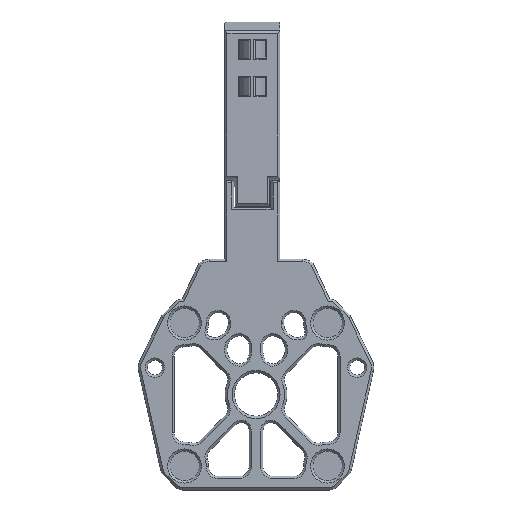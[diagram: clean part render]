
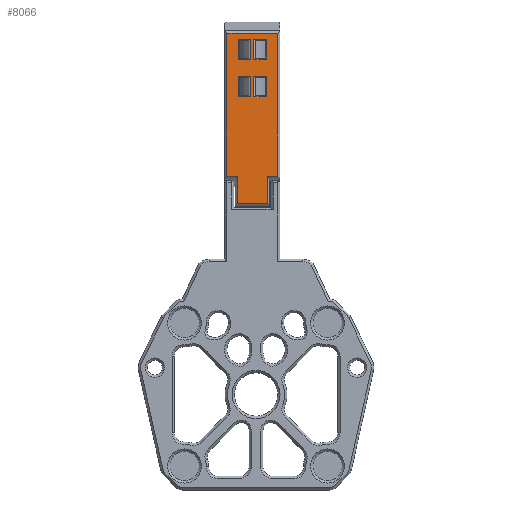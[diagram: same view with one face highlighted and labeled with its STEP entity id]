
A CAD part, top view. The second image highlights one B-rep face of the part: STEP entity #8066.
In plain terms, the highlighted planar face has unit normal (0, 0, 1).
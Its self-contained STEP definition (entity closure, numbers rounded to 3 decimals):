
#423=FACE_BOUND('',#2679,.T.);
#424=FACE_BOUND('',#2680,.T.);
#425=FACE_BOUND('',#2681,.T.);
#426=FACE_BOUND('',#2682,.T.);
#955=LINE('',#14761,#1549);
#958=LINE('',#14768,#1552);
#961=LINE('',#14775,#1555);
#963=LINE('',#14778,#1557);
#964=LINE('',#14783,#1558);
#965=LINE('',#14785,#1559);
#966=LINE('',#14787,#1560);
#967=LINE('',#14789,#1561);
#968=LINE('',#14791,#1562);
#969=LINE('',#14793,#1563);
#970=LINE('',#14795,#1564);
#971=LINE('',#14796,#1565);
#972=LINE('',#14799,#1566);
#973=LINE('',#14801,#1567);
#974=LINE('',#14803,#1568);
#975=LINE('',#14804,#1569);
#976=LINE('',#14807,#1570);
#977=LINE('',#14809,#1571);
#978=LINE('',#14811,#1572);
#979=LINE('',#14812,#1573);
#980=LINE('',#14815,#1574);
#981=LINE('',#14817,#1575);
#982=LINE('',#14819,#1576);
#983=LINE('',#14820,#1577);
#1549=VECTOR('',#11572,10.);
#1552=VECTOR('',#11579,10.);
#1555=VECTOR('',#11586,10.);
#1557=VECTOR('',#11590,10.);
#1558=VECTOR('',#11595,10.);
#1559=VECTOR('',#11596,10.);
#1560=VECTOR('',#11597,10.);
#1561=VECTOR('',#11598,10.);
#1562=VECTOR('',#11599,10.);
#1563=VECTOR('',#11600,10.);
#1564=VECTOR('',#11601,10.);
#1565=VECTOR('',#11602,10.);
#1566=VECTOR('',#11603,10.);
#1567=VECTOR('',#11604,10.);
#1568=VECTOR('',#11605,10.);
#1569=VECTOR('',#11606,10.);
#1570=VECTOR('',#11607,10.);
#1571=VECTOR('',#11608,10.);
#1572=VECTOR('',#11609,10.);
#1573=VECTOR('',#11610,10.);
#1574=VECTOR('',#11611,10.);
#1575=VECTOR('',#11612,10.);
#1576=VECTOR('',#11613,10.);
#1577=VECTOR('',#11614,10.);
#2149=FACE_OUTER_BOUND('',#2678,.T.);
#2678=EDGE_LOOP('',(#7241,#7242,#7243,#7244,#7245,#7246,#7247,#7248));
#2679=EDGE_LOOP('',(#7249,#7250,#7251,#7252));
#2680=EDGE_LOOP('',(#7253,#7254,#7255,#7256));
#2681=EDGE_LOOP('',(#7257,#7258,#7259,#7260));
#2682=EDGE_LOOP('',(#7261,#7262,#7263,#7264));
#3854=VERTEX_POINT('',#14759);
#3855=VERTEX_POINT('',#14760);
#3857=VERTEX_POINT('',#14767);
#3859=VERTEX_POINT('',#14774);
#3860=VERTEX_POINT('',#14781);
#3861=VERTEX_POINT('',#14782);
#3862=VERTEX_POINT('',#14784);
#3863=VERTEX_POINT('',#14786);
#3864=VERTEX_POINT('',#14788);
#3865=VERTEX_POINT('',#14790);
#3866=VERTEX_POINT('',#14792);
#3867=VERTEX_POINT('',#14794);
#3868=VERTEX_POINT('',#14797);
#3869=VERTEX_POINT('',#14798);
#3870=VERTEX_POINT('',#14800);
#3871=VERTEX_POINT('',#14802);
#3872=VERTEX_POINT('',#14805);
#3873=VERTEX_POINT('',#14806);
#3874=VERTEX_POINT('',#14808);
#3875=VERTEX_POINT('',#14810);
#3876=VERTEX_POINT('',#14813);
#3877=VERTEX_POINT('',#14814);
#3878=VERTEX_POINT('',#14816);
#3879=VERTEX_POINT('',#14818);
#4998=EDGE_CURVE('',#3854,#3855,#955,.T.);
#5002=EDGE_CURVE('',#3855,#3857,#958,.T.);
#5006=EDGE_CURVE('',#3857,#3859,#961,.T.);
#5008=EDGE_CURVE('',#3859,#3854,#963,.T.);
#5009=EDGE_CURVE('',#3860,#3861,#964,.T.);
#5010=EDGE_CURVE('',#3862,#3860,#965,.T.);
#5011=EDGE_CURVE('',#3863,#3862,#966,.T.);
#5012=EDGE_CURVE('',#3864,#3863,#967,.T.);
#5013=EDGE_CURVE('',#3865,#3864,#968,.T.);
#5014=EDGE_CURVE('',#3866,#3865,#969,.T.);
#5015=EDGE_CURVE('',#3867,#3866,#970,.T.);
#5016=EDGE_CURVE('',#3861,#3867,#971,.T.);
#5017=EDGE_CURVE('',#3868,#3869,#972,.T.);
#5018=EDGE_CURVE('',#3870,#3868,#973,.T.);
#5019=EDGE_CURVE('',#3871,#3870,#974,.T.);
#5020=EDGE_CURVE('',#3869,#3871,#975,.T.);
#5021=EDGE_CURVE('',#3872,#3873,#976,.T.);
#5022=EDGE_CURVE('',#3874,#3872,#977,.T.);
#5023=EDGE_CURVE('',#3875,#3874,#978,.T.);
#5024=EDGE_CURVE('',#3873,#3875,#979,.T.);
#5025=EDGE_CURVE('',#3876,#3877,#980,.T.);
#5026=EDGE_CURVE('',#3878,#3876,#981,.T.);
#5027=EDGE_CURVE('',#3879,#3878,#982,.T.);
#5028=EDGE_CURVE('',#3877,#3879,#983,.T.);
#7241=ORIENTED_EDGE('',*,*,#5009,.F.);
#7242=ORIENTED_EDGE('',*,*,#5010,.F.);
#7243=ORIENTED_EDGE('',*,*,#5011,.F.);
#7244=ORIENTED_EDGE('',*,*,#5012,.F.);
#7245=ORIENTED_EDGE('',*,*,#5013,.F.);
#7246=ORIENTED_EDGE('',*,*,#5014,.F.);
#7247=ORIENTED_EDGE('',*,*,#5015,.F.);
#7248=ORIENTED_EDGE('',*,*,#5016,.F.);
#7249=ORIENTED_EDGE('',*,*,#5017,.F.);
#7250=ORIENTED_EDGE('',*,*,#5018,.F.);
#7251=ORIENTED_EDGE('',*,*,#5019,.F.);
#7252=ORIENTED_EDGE('',*,*,#5020,.F.);
#7253=ORIENTED_EDGE('',*,*,#5021,.F.);
#7254=ORIENTED_EDGE('',*,*,#5022,.F.);
#7255=ORIENTED_EDGE('',*,*,#5023,.F.);
#7256=ORIENTED_EDGE('',*,*,#5024,.F.);
#7257=ORIENTED_EDGE('',*,*,#5025,.F.);
#7258=ORIENTED_EDGE('',*,*,#5026,.F.);
#7259=ORIENTED_EDGE('',*,*,#5027,.F.);
#7260=ORIENTED_EDGE('',*,*,#5028,.F.);
#7261=ORIENTED_EDGE('',*,*,#4998,.F.);
#7262=ORIENTED_EDGE('',*,*,#5008,.F.);
#7263=ORIENTED_EDGE('',*,*,#5006,.F.);
#7264=ORIENTED_EDGE('',*,*,#5002,.F.);
#7585=PLANE('',#9077);
#8066=ADVANCED_FACE('',(#2149,#423,#424,#425,#426),#7585,.F.);
#9077=AXIS2_PLACEMENT_3D('',#14780,#11593,#11594);
#11572=DIRECTION('',(-1.,0.,0.));
#11579=DIRECTION('',(0.,-1.,0.));
#11586=DIRECTION('',(1.,0.,0.));
#11590=DIRECTION('',(0.,1.,0.));
#11593=DIRECTION('center_axis',(0.,0.,
-1.));
#11594=DIRECTION('ref_axis',(1.,0.,0.));
#11595=DIRECTION('',(-1.,0.,0.));
#11596=DIRECTION('',(0.,-1.,0.));
#11597=DIRECTION('',(1.,0.,0.));
#11598=DIRECTION('',(0.,1.,0.));
#11599=DIRECTION('',(-1.,0.,0.));
#11600=DIRECTION('',(0.,1.,0.));
#11601=DIRECTION('',(-1.,0.,0.));
#11602=DIRECTION('',(0.,-1.,0.));
#11603=DIRECTION('',(-1.,0.,0.));
#11604=DIRECTION('',(0.,1.,0.));
#11605=DIRECTION('',(1.,0.,0.));
#11606=DIRECTION('',(0.,-1.,0.));
#11607=DIRECTION('',(0.,-1.,0.));
#11608=DIRECTION('',(-1.,0.,0.));
#11609=DIRECTION('',(0.,1.,0.));
#11610=DIRECTION('',(1.,0.,0.));
#11611=DIRECTION('',(0.,1.,0.));
#11612=DIRECTION('',(1.,0.,0.));
#11613=DIRECTION('',(0.,-1.,0.));
#11614=DIRECTION('',(-1.,0.,0.));
#14759=CARTESIAN_POINT('',(-1.161,76.945,0.));
#14760=CARTESIAN_POINT('',(-3.81,76.945,0.));
#14761=CARTESIAN_POINT('',(-0.409,76.945,0.));
#14767=CARTESIAN_POINT('',(-3.81,72.545,0.));
#14768=CARTESIAN_POINT('',(-3.81,68.745,0.));
#14774=CARTESIAN_POINT('',(-1.161,72.545,0.));
#14775=CARTESIAN_POINT('',(-0.409,72.545,0.));
#14778=CARTESIAN_POINT('',(-1.161,68.745,0.));
#14780=CARTESIAN_POINT('Origin',(-0.009,7.753,
0.));
#14781=CARTESIAN_POINT('',(4.692,47.313,0.));
#14782=CARTESIAN_POINT('',(2.392,47.313,0.));
#14783=CARTESIAN_POINT('',(1.591,47.313,0.));
#14784=CARTESIAN_POINT('',(4.692,78.245,0.));
#14785=CARTESIAN_POINT('',(4.692,44.249,0.));
#14786=CARTESIAN_POINT('',(-6.308,78.245,0.));
#14787=CARTESIAN_POINT('',(-3.409,78.245,0.));
#14788=CARTESIAN_POINT('',(-6.308,47.313,0.));
#14789=CARTESIAN_POINT('',(-6.308,17.999,0.));
#14790=CARTESIAN_POINT('',(-4.008,47.313,0.));
#14791=CARTESIAN_POINT('',(-3.409,47.313,0.));
#14792=CARTESIAN_POINT('',(-4.008,41.434,0.));
#14793=CARTESIAN_POINT('',(-4.008,26.225,0.));
#14794=CARTESIAN_POINT('',(2.392,41.434,0.));
#14795=CARTESIAN_POINT('',(-2.409,41.434,0.));
#14796=CARTESIAN_POINT('',(2.392,23.413,0.));
#14797=CARTESIAN_POINT('',(2.194,76.945,0.));
#14798=CARTESIAN_POINT('',(-0.456,76.945,0.));
#14799=CARTESIAN_POINT('',(-0.409,76.945,0.));
#14800=CARTESIAN_POINT('',(2.194,72.545,0.));
#14801=CARTESIAN_POINT('',(2.194,68.745,0.));
#14802=CARTESIAN_POINT('',(-0.456,72.545,0.));
#14803=CARTESIAN_POINT('',(-0.409,72.545,0.));
#14804=CARTESIAN_POINT('',(-0.456,68.745,0.));
#14805=CARTESIAN_POINT('',(-3.81,68.945,0.));
#14806=CARTESIAN_POINT('',(-3.81,64.545,0.));
#14807=CARTESIAN_POINT('',(-3.81,68.745,0.));
#14808=CARTESIAN_POINT('',(-1.161,68.945,0.));
#14809=CARTESIAN_POINT('',(-0.409,68.945,0.));
#14810=CARTESIAN_POINT('',(-1.161,64.545,0.));
#14811=CARTESIAN_POINT('',(-1.161,68.745,0.));
#14812=CARTESIAN_POINT('',(-0.409,64.545,0.));
#14813=CARTESIAN_POINT('',(2.194,64.545,0.));
#14814=CARTESIAN_POINT('',(2.194,68.945,0.));
#14815=CARTESIAN_POINT('',(2.194,68.745,0.));
#14816=CARTESIAN_POINT('',(-0.456,64.545,0.));
#14817=CARTESIAN_POINT('',(-0.409,64.545,0.));
#14818=CARTESIAN_POINT('',(-0.456,68.945,0.));
#14819=CARTESIAN_POINT('',(-0.456,68.745,0.));
#14820=CARTESIAN_POINT('',(-0.409,68.945,0.));
